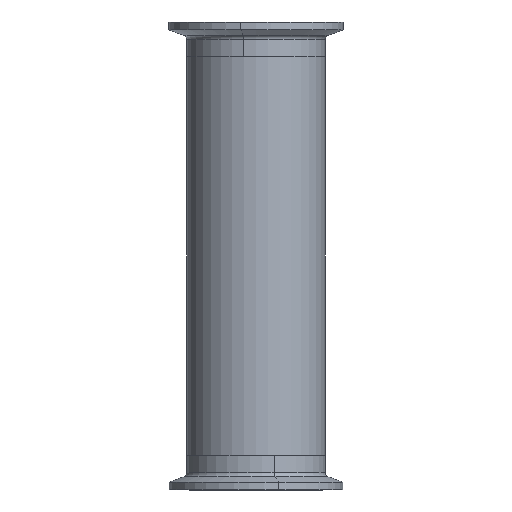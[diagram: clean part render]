
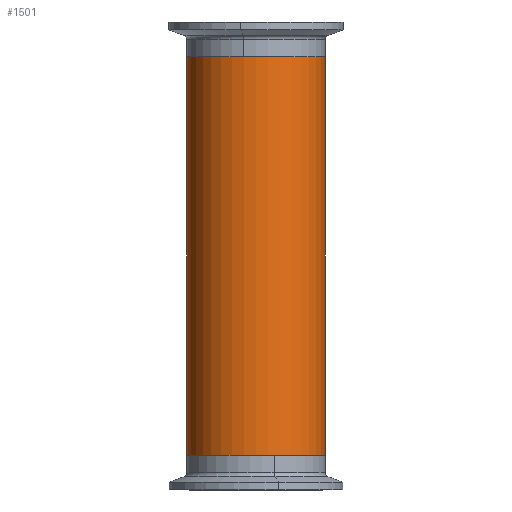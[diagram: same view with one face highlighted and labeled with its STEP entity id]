
A CAD part, front view. The second image highlights one B-rep face of the part: STEP entity #1501.
In plain terms, the highlighted cylindrical face has radius 25.4 mm (diameter 50.8 mm), a partial arc.
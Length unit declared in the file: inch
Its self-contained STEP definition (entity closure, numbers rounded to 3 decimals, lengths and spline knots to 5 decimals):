
#2 = DIRECTION ( 'NONE',  ( 0., 0., 1. ) ) ;
#225 = VERTEX_POINT ( 'NONE', #1997 ) ;
#248 = DIRECTION ( 'NONE',  ( 1., 0., 0. ) ) ;
#352 = CARTESIAN_POINT ( 'NONE',  ( 1., 0., 2.87402 ) ) ;
#423 = VERTEX_POINT ( 'NONE', #2572 ) ;
#429 = DIRECTION ( 'NONE',  ( 1., 0., 0. ) ) ;
#539 = FACE_OUTER_BOUND ( 'NONE', #1207, .T. ) ;
#550 = AXIS2_PLACEMENT_3D ( 'NONE', #2832, #2, #248 ) ;
#620 = LINE ( 'NONE', #352, #1274 ) ;
#625 = VERTEX_POINT ( 'NONE', #1221 ) ;
#886 = ORIENTED_EDGE ( 'NONE', *, *, #1608, .T. ) ;
#1114 = DIRECTION ( 'NONE',  ( 0., 0., 1. ) ) ;
#1207 = EDGE_LOOP ( 'NONE', ( #2237, #1630, #1340, #886 ) ) ;
#1221 = CARTESIAN_POINT ( 'NONE',  ( -1., 0., 2.87402 ) ) ;
#1232 = VERTEX_POINT ( 'NONE', #2647 ) ;
#1274 = VECTOR ( 'NONE', #2212, 39.37008 ) ;
#1331 = CYLINDRICAL_SURFACE ( 'NONE', #1898, 1. ) ;
#1340 = ORIENTED_EDGE ( 'NONE', *, *, #1829, .T. ) ;
#1501 = ADVANCED_FACE ( 'NONE', ( #539 ), #1331, .T. ) ;
#1557 = EDGE_CURVE ( 'NONE', #625, #1232, #2326, .T. ) ;
#1608 = EDGE_CURVE ( 'NONE', #225, #423, #2043, .T. ) ;
#1630 = ORIENTED_EDGE ( 'NONE', *, *, #1557, .F. ) ;
#1829 = EDGE_CURVE ( 'NONE', #625, #225, #2851, .T. ) ;
#1845 = CARTESIAN_POINT ( 'NONE',  ( 0., 0., 2.87402 ) ) ;
#1898 = AXIS2_PLACEMENT_3D ( 'NONE', #1845, #2556, #2316 ) ;
#1997 = CARTESIAN_POINT ( 'NONE',  ( -1., 0., -2.87402 ) ) ;
#2043 = CIRCLE ( 'NONE', #550, 1. ) ;
#2182 = EDGE_CURVE ( 'NONE', #1232, #423, #620, .T. ) ;
#2198 = AXIS2_PLACEMENT_3D ( 'NONE', #3041, #1114, #429 ) ;
#2212 = DIRECTION ( 'NONE',  ( 0., 0., -1. ) ) ;
#2219 = VECTOR ( 'NONE', #2468, 39.37008 ) ;
#2237 = ORIENTED_EDGE ( 'NONE', *, *, #2182, .F. ) ;
#2316 = DIRECTION ( 'NONE',  ( -1., 0., 0. ) ) ;
#2326 = CIRCLE ( 'NONE', #2198, 1. ) ;
#2468 = DIRECTION ( 'NONE',  ( 0., 0., -1. ) ) ;
#2556 = DIRECTION ( 'NONE',  ( 0., 0., -1. ) ) ;
#2572 = CARTESIAN_POINT ( 'NONE',  ( 1., 0., -2.87402 ) ) ;
#2647 = CARTESIAN_POINT ( 'NONE',  ( 1., 0., 2.87402 ) ) ;
#2733 = CARTESIAN_POINT ( 'NONE',  ( -1., 0., 2.87402 ) ) ;
#2832 = CARTESIAN_POINT ( 'NONE',  ( 0., 0., -2.87402 ) ) ;
#2851 = LINE ( 'NONE', #2733, #2219 ) ;
#3041 = CARTESIAN_POINT ( 'NONE',  ( 0., 0., 2.87402 ) ) ;
